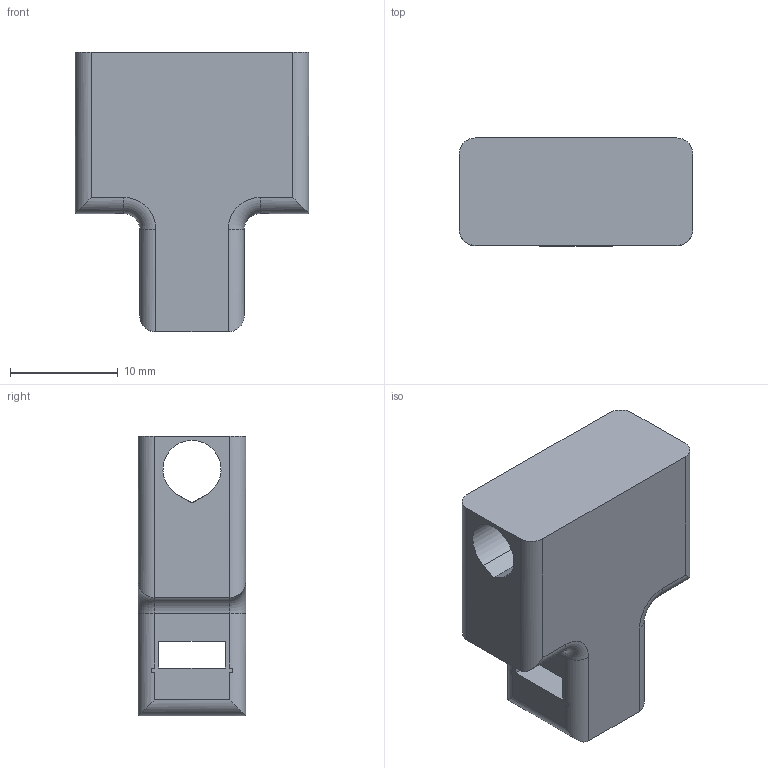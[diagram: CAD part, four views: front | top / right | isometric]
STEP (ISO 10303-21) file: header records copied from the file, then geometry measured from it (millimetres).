
FILE_DESCRIPTION(('FreeCAD Model'),'2;1');
FILE_NAME('Open CASCADE Shape Model','2025-02-01T18:22:44',('Author'),( ''),'Open CASCADE STEP processor 7.7','FreeCAD','Unknown');
FILE_SCHEMA(('AUTOMOTIVE_DESIGN { 1 0 10303 214 1 1 1 1 }'));
Length unit declared in the file: millimetre
Products named in the file (1): Top
Bounding box: 21.7 x 10 x 26 mm (x, y, z)
Volume: 3427.9 mm3; surface area: 2329.1 mm2
Topology: 1 solids, 1 shells, 62 faces, 165 edges, 104 vertices
Faces by surface type: plane 36, cylinder 19, torus 4, cone 3
Full cylindrical faces by diameter (mm): 3.4 x2
Entity records: 1953 total; most frequent: DIRECTION 341, CARTESIAN_POINT 332, ORIENTED_EDGE 330, EDGE_CURVE 165, LINE 115, VECTOR 115, AXIS2_PLACEMENT_3D 113, VERTEX_POINT 104
